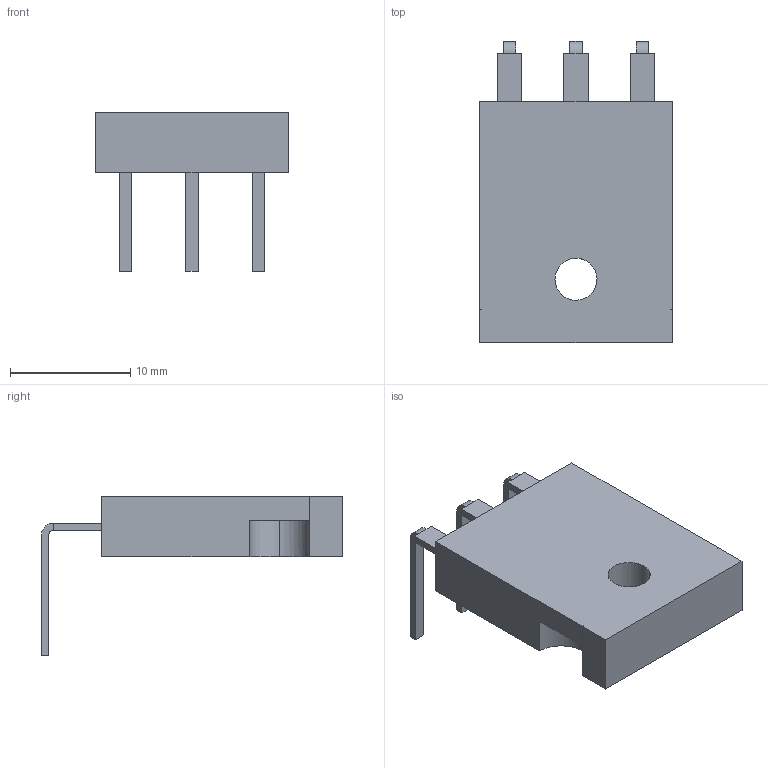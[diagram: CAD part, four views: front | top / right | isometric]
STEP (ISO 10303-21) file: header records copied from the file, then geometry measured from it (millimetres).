
FILE_DESCRIPTION(('CATIA V5 STEP Exchange'),'2;1');
FILE_NAME('VT_Part12.stp','2009-08-28T12:19:16+00:00',('none'),('none'),'CATIA Version 5 Release 18 GA (IN-10)','CATIA V5 STEP AP203','none');
FILE_SCHEMA(('CONFIG_CONTROL_DESIGN'));
Length unit declared in the file: millimetre
Products named in the file (1): Деталь10
Bounding box: 16 x 25 x 13.2 mm (x, y, z)
Volume: 1527.4 mm3; surface area: 1223 mm2
Topology: 1 solids, 1 shells, 57 faces, 158 edges, 106 vertices
Faces by surface type: plane 45, cylinder 12
Entity records: 1704 total; most frequent: ORIENTED_EDGE 316, CARTESIAN_POINT 296, DIRECTION 220, EDGE_CURVE 158, VECTOR 132, LINE 132, VERTEX_POINT 106, EDGE_LOOP 62
